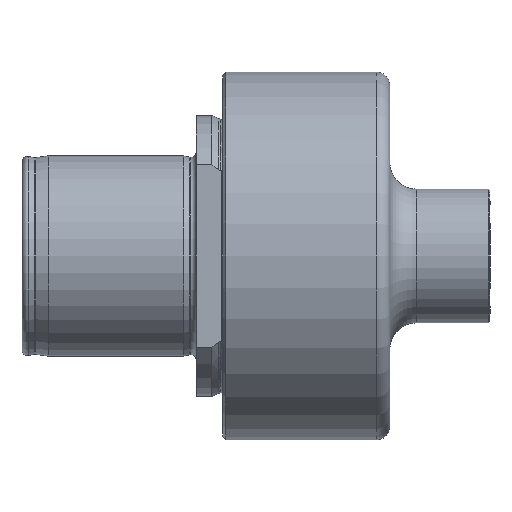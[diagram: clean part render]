
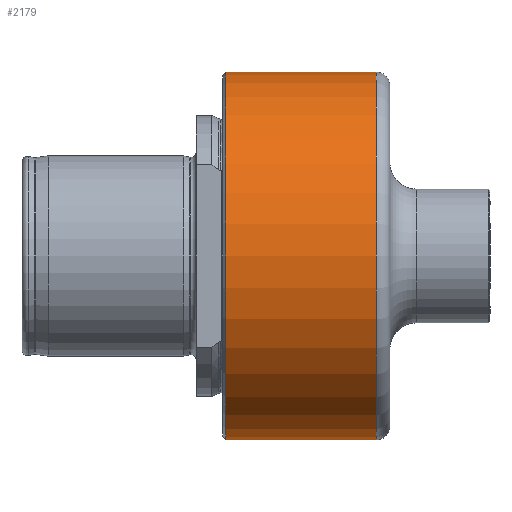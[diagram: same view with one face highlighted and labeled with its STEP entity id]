
A CAD part, front view. The second image highlights one B-rep face of the part: STEP entity #2179.
In plain terms, the highlighted cylindrical face has radius 27.5 mm (diameter 55 mm), a partial arc.
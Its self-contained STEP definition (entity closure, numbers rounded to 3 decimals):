
#121 = DIRECTION ( 'NONE',  ( -1., 0., 0. ) ) ;
#259 = DIRECTION ( 'NONE',  ( 0., 0., 1. ) ) ;
#272 = VECTOR ( 'NONE', #2445, 1000. ) ;
#364 = LINE ( 'NONE', #2362, #272 ) ;
#387 = VERTEX_POINT ( 'NONE', #1506 ) ;
#389 = ORIENTED_EDGE ( 'NONE', *, *, #816, .F. ) ;
#391 = ORIENTED_EDGE ( 'NONE', *, *, #2371, .T. ) ;
#402 = ORIENTED_EDGE ( 'NONE', *, *, #791, .T. ) ;
#447 = ORIENTED_EDGE ( 'NONE', *, *, #2067, .F. ) ;
#455 = CARTESIAN_POINT ( 'NONE',  ( -7.756, 0., 0. ) ) ;
#596 = DIRECTION ( 'NONE',  ( -1., 0., 0. ) ) ;
#636 = VERTEX_POINT ( 'NONE', #2003 ) ;
#791 = EDGE_CURVE ( 'NONE', #387, #3348, #979, .T. ) ;
#816 = EDGE_CURVE ( 'NONE', #1726, #636, #973, .T. ) ;
#973 = CIRCLE ( 'NONE', #3912, 27.5 ) ;
#979 = CIRCLE ( 'NONE', #3962, 27.5 ) ;
#1004 = CARTESIAN_POINT ( 'NONE',  ( -7.756, 0., -27.5 ) ) ;
#1286 = CARTESIAN_POINT ( 'NONE',  ( 53., 0., 0. ) ) ;
#1292 = DIRECTION ( 'NONE',  ( -1., 0., 0. ) ) ;
#1323 = DIRECTION ( 'NONE',  ( 0., 0., 1. ) ) ;
#1361 = CARTESIAN_POINT ( 'NONE',  ( 30.5, 0., 0. ) ) ;
#1368 = DIRECTION ( 'NONE',  ( -1., 0., 0. ) ) ;
#1394 = DIRECTION ( 'NONE',  ( 0., 0., 1. ) ) ;
#1455 = VECTOR ( 'NONE', #121, 1000. ) ;
#1506 = CARTESIAN_POINT ( 'NONE',  ( 53., 0., -27.5 ) ) ;
#1631 = EDGE_LOOP ( 'NONE', ( #447, #402, #391, #389 ) ) ;
#1726 = VERTEX_POINT ( 'NONE', #3573 ) ;
#1923 = FACE_OUTER_BOUND ( 'NONE', #1631, .T. ) ;
#2003 = CARTESIAN_POINT ( 'NONE',  ( 30.5, 0., 27.5 ) ) ;
#2067 = EDGE_CURVE ( 'NONE', #387, #1726, #3336, .T. ) ;
#2179 = ADVANCED_FACE ( 'NONE', ( #1923 ), #2745, .T. ) ;
#2362 = CARTESIAN_POINT ( 'NONE',  ( -7.756, 0., 27.5 ) ) ;
#2371 = EDGE_CURVE ( 'NONE', #3348, #636, #364, .T. ) ;
#2445 = DIRECTION ( 'NONE',  ( -1., 0., 0. ) ) ;
#2745 = CYLINDRICAL_SURFACE ( 'NONE', #4302, 27.5 ) ;
#2909 = CARTESIAN_POINT ( 'NONE',  ( 53., 0., 27.5 ) ) ;
#3336 = LINE ( 'NONE', #1004, #1455 ) ;
#3348 = VERTEX_POINT ( 'NONE', #2909 ) ;
#3573 = CARTESIAN_POINT ( 'NONE',  ( 30.5, 0., -27.5 ) ) ;
#3912 = AXIS2_PLACEMENT_3D ( 'NONE', #1361, #1368, #1394 ) ;
#3962 = AXIS2_PLACEMENT_3D ( 'NONE', #1286, #1292, #1323 ) ;
#4302 = AXIS2_PLACEMENT_3D ( 'NONE', #455, #596, #259 ) ;
